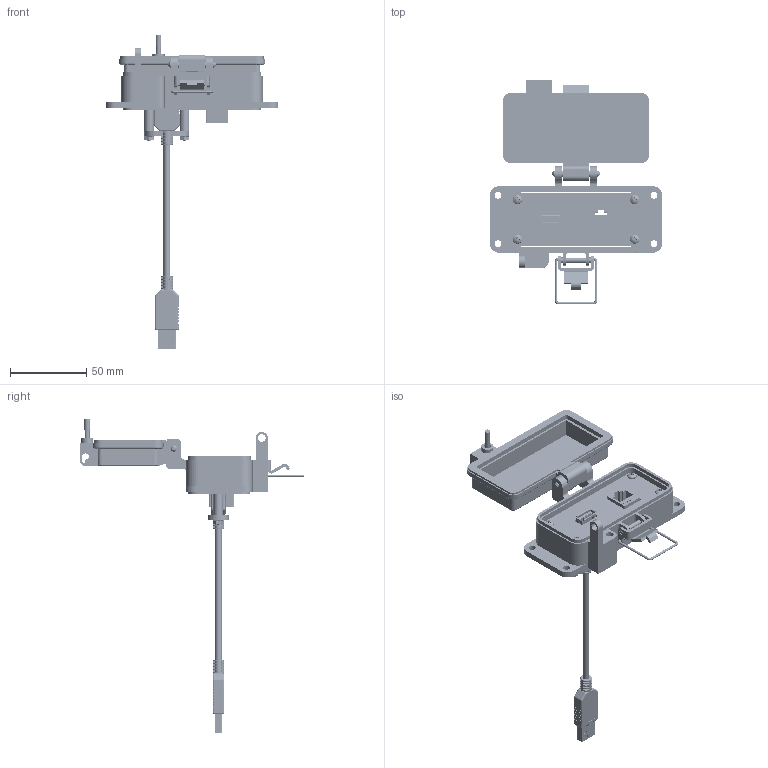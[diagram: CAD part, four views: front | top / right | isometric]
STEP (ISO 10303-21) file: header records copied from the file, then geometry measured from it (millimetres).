
FILE_DESCRIPTION (( 'STEP AP203' ), '1' );
FILE_NAME ('P-P11R2-F4RX_3D.STEP', '2021-03-09T20:20:29', ( '' ), ( '' ), 'SwSTEP 2.0', 'SolidWorks 2019', '' );
FILE_SCHEMA (( 'CONFIG_CONTROL_DESIGN' ));
Length unit declared in the file: millimetre
Products named in the file (16): P-P11R2-F4RX_TP060_1; P-P11R2-F4RX_BP180_1; Z-000-4243316TFP; -F4; Z-002-4401_4HN_90675A005; Z-000-440112FH_90273A119; Z-H-F4_B; P-P11R2-F4RX_3D; Z-300-RJ45CAT5; P-P11R2-F4RX_TP120_1; 92005A124_METRIC PAN HEAD PHILLIPS MACHINE SCREW_92005A124; R2; Z-001-SPR_1-1_4; Z-020-3047; P11; P-P11R2-F4RX_FP060_1
Assembly tree (23 placements, depth 3):
  P-P11R2-F4RX_3D
    P-P11R2-F4RX_BP180_1
    P-P11R2-F4RX_TP060_1
    Z-000-4243316TFP  x3
    P11
      Z-020-3047
    P-P11R2-F4RX_TP120_1
    Z-000-440112FH_90273A119  x2
    Z-001-SPR_1-1_4  x2
    Z-002-4401_4HN_90675A005  x2
    P-P11R2-F4RX_FP060_1
    R2
      Z-300-RJ45CAT5
    -F4
      Z-H-F4_B
    92005A124_METRIC PAN HEAD PHILLIPS MACHINE SCREW_92005A124  x4
Bounding box: 113 x 147.61 x 205.72 mm (x, y, z)
Volume: 99191 mm3; surface area: 78694.6 mm2
Topology: 38 solids, 38 shells, 3416 faces, 9680 edges, 6362 vertices
Faces by surface type: cylinder 1626, plane 1283, bspline 330, cone 153, torus 16, sphere 8
Entity records: 95178 total; most frequent: CARTESIAN_POINT 34597, ORIENTED_EDGE 13416, DIRECTION 10823, EDGE_CURVE 6708, VERTEX_POINT 4415, VECTOR 3893, LINE 3893, AXIS2_PLACEMENT_3D 3465
